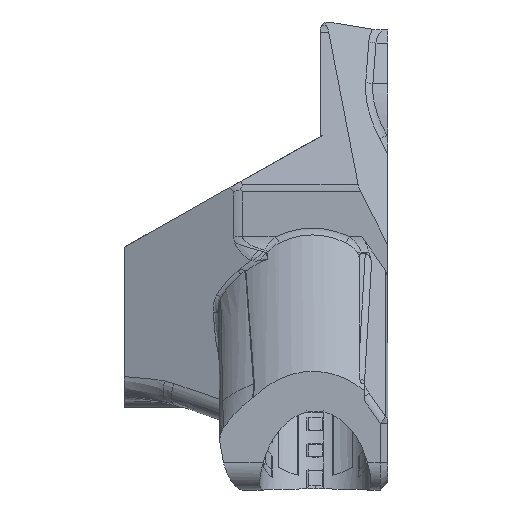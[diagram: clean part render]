
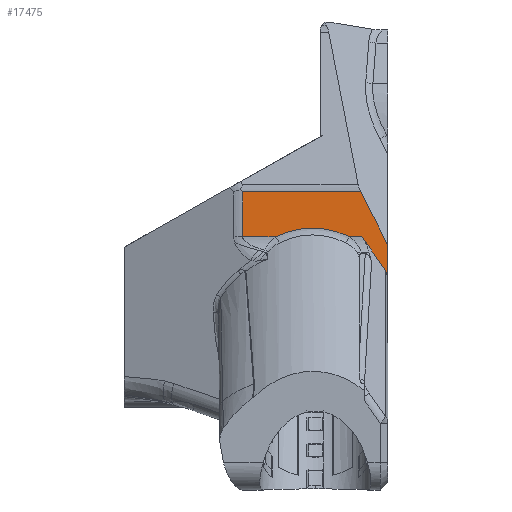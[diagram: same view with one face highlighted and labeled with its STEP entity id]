
A CAD part, left-side view. The second image highlights one B-rep face of the part: STEP entity #17475.
In plain terms, the highlighted planar face has unit normal (-1, 0, 0).
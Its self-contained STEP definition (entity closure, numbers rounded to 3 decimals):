
#40=CARTESIAN_POINT('',(-26.532,4.005,10.645));
#42=CARTESIAN_POINT('',(-26.532,2.702,10.645));
#288=DIRECTION('',(0.,-0.574,-0.819));
#289=VECTOR('',#288,4.29);
#290=CARTESIAN_POINT('',(-26.532,2.702,10.645));
#291=LINE('',#290,#289);
#2951=CARTESIAN_POINT('',(-26.532,2.818,15.272));
#3541=DIRECTION('',(0.,-1.,0.));
#3542=VECTOR('',#3541,0.004);
#3543=CARTESIAN_POINT('',(-26.532,0.004,
9.768));
#3544=LINE('',#3543,#3542);
#3704=CARTESIAN_POINT('',(-26.532,4.005,10.645));
#3705=CARTESIAN_POINT('',(-26.532,4.055,10.669));
#3706=CARTESIAN_POINT('',(-26.532,4.155,10.716));
#3707=CARTESIAN_POINT('',(-26.532,4.304,10.782));
#3708=CARTESIAN_POINT('',(-26.532,4.453,10.845));
#3709=CARTESIAN_POINT('',(-26.532,4.601,10.905));
#3710=CARTESIAN_POINT('',(-26.532,4.75,10.963));
#3711=CARTESIAN_POINT('',(-26.532,4.899,11.017));
#3712=CARTESIAN_POINT('',(-26.532,5.047,11.068));
#3713=CARTESIAN_POINT('',(-26.532,5.195,11.117));
#3714=CARTESIAN_POINT('',(-26.532,5.343,11.162));
#3715=CARTESIAN_POINT('',(-26.532,5.491,11.205));
#3716=CARTESIAN_POINT('',(-26.532,5.639,11.245));
#3717=CARTESIAN_POINT('',(-26.532,5.787,11.282));
#3718=CARTESIAN_POINT('',(-26.532,5.934,11.317));
#3719=CARTESIAN_POINT('',(-26.532,6.082,11.348));
#3720=CARTESIAN_POINT('',(-26.532,6.229,11.377));
#3721=CARTESIAN_POINT('',(-26.532,6.376,11.403));
#3722=CARTESIAN_POINT('',(-26.532,6.523,11.427));
#3723=CARTESIAN_POINT('',(-26.532,6.671,11.448));
#3724=CARTESIAN_POINT('',(-26.532,6.818,11.466));
#3725=CARTESIAN_POINT('',(-26.532,6.965,11.482));
#3726=CARTESIAN_POINT('',(-26.532,7.112,11.495));
#3727=CARTESIAN_POINT('',(-26.532,7.259,11.506));
#3728=CARTESIAN_POINT('',(-26.532,7.406,11.514));
#3729=CARTESIAN_POINT('',(-26.532,7.552,11.519));
#3730=CARTESIAN_POINT('',(-26.532,7.699,11.522));
#3731=CARTESIAN_POINT('',(-26.532,7.846,11.522));
#3732=CARTESIAN_POINT('',(-26.532,7.993,11.52));
#3733=CARTESIAN_POINT('',(-26.532,8.14,11.515));
#3734=CARTESIAN_POINT('',(-26.532,8.287,11.507));
#3735=CARTESIAN_POINT('',(-26.532,8.435,11.497));
#3736=CARTESIAN_POINT('',(-26.532,8.582,11.484));
#3737=CARTESIAN_POINT('',(-26.532,8.729,11.469));
#3738=CARTESIAN_POINT('',(-26.532,8.877,11.451));
#3739=CARTESIAN_POINT('',(-26.532,9.024,11.43));
#3740=CARTESIAN_POINT('',(-26.532,9.172,11.406));
#3741=CARTESIAN_POINT('',(-26.532,9.32,11.38));
#3742=CARTESIAN_POINT('',(-26.532,9.468,11.352));
#3743=CARTESIAN_POINT('',(-26.532,9.616,11.32));
#3744=CARTESIAN_POINT('',(-26.532,9.764,11.286));
#3745=CARTESIAN_POINT('',(-26.532,9.913,11.249));
#3746=CARTESIAN_POINT('',(-26.532,10.061,11.209));
#3747=CARTESIAN_POINT('',(-26.532,10.21,11.166));
#3748=CARTESIAN_POINT('',(-26.532,10.359,11.12));
#3749=CARTESIAN_POINT('',(-26.532,10.509,11.072));
#3750=CARTESIAN_POINT('',(-26.532,10.658,11.02));
#3751=CARTESIAN_POINT('',(-26.532,10.808,10.966));
#3752=CARTESIAN_POINT('',(-26.532,10.957,10.908));
#3753=CARTESIAN_POINT('',(-26.532,11.107,10.848));
#3754=CARTESIAN_POINT('',(-26.532,11.258,10.784));
#3755=CARTESIAN_POINT('',(-26.532,11.409,10.716));
#3756=CARTESIAN_POINT('',(-26.532,11.51,10.669));
#3757=CARTESIAN_POINT('',(-26.532,11.56,10.645));
#3759=DIRECTION('',(0.,1.,0.));
#3760=VECTOR('',#3759,3.468);
#3761=CARTESIAN_POINT('',(-26.532,11.56,10.645));
#3762=LINE('',#3761,#3760);
#3763=DIRECTION('',(0.,0.,-1.));
#3764=VECTOR('',#3763,4.627);
#3765=CARTESIAN_POINT('',(-26.532,15.028,15.272));
#3766=LINE('',#3765,#3764);
#3767=DIRECTION('',(0.,-0.455,-0.89));
#3768=VECTOR('',#3767,6.182);
#3769=CARTESIAN_POINT('',(-26.532,2.818,15.272));
#3770=LINE('',#3769,#3768);
#3771=DIRECTION('',(0.,0.,-1.));
#3772=VECTOR('',#3771,3.478);
#3773=CARTESIAN_POINT('',(-26.532,0.,9.768));
#3774=LINE('',#3773,#3772);
#3775=DIRECTION('',(0.,1.,0.));
#3776=VECTOR('',#3775,1.304);
#3777=CARTESIAN_POINT('',(-26.532,2.702,10.645));
#3778=LINE('',#3777,#3776);
#11394=DIRECTION('',(0.,-0.275,-0.961));
#11395=VECTOR('',#11394,0.875);
#11396=CARTESIAN_POINT('',(-26.532,0.241,
7.131));
#11397=LINE('',#11396,#11395);
#11905=DIRECTION('',(0.,1.,0.));
#11906=VECTOR('',#11905,12.21);
#11907=CARTESIAN_POINT('',(-26.532,2.818,
15.272));
#11908=LINE('',#11907,#11906);
#12026=CARTESIAN_POINT('',(-26.532,15.028,
15.272));
#12027=CARTESIAN_POINT('',(-26.532,15.028,
10.645));
#12028=VERTEX_POINT('',#12026);
#12029=VERTEX_POINT('',#12027);
#12054=VERTEX_POINT('',#2951);
#12059=VERTEX_POINT('',#42);
#12061=CARTESIAN_POINT('',(-26.532,0.004,
9.768));
#12062=VERTEX_POINT('',#12061);
#12091=CARTESIAN_POINT('',(-26.532,0.,6.29));
#12092=VERTEX_POINT('',#12091);
#12093=CARTESIAN_POINT('',(-26.532,0.241,
7.131));
#12094=VERTEX_POINT('',#12093);
#12095=CARTESIAN_POINT('',(-26.532,0.,9.768));
#12096=VERTEX_POINT('',#12095);
#12896=VERTEX_POINT('',#40);
#12898=VERTEX_POINT('',#3757);
#17454=CARTESIAN_POINT('',(-26.532,3.,10.645));
#17455=DIRECTION('',(-1.,0.,0.));
#17456=DIRECTION('',(0.,0.,1.));
#17457=AXIS2_PLACEMENT_3D('',#17454,#17455,#17456);
#17458=PLANE('',#17457);
#17460=ORIENTED_EDGE('',*,*,#17459,.T.);
#17461=ORIENTED_EDGE('',*,*,#13553,.T.);
#17463=ORIENTED_EDGE('',*,*,#17462,.F.);
#17465=ORIENTED_EDGE('',*,*,#17464,.F.);
#17466=ORIENTED_EDGE('',*,*,#16568,.T.);
#17467=ORIENTED_EDGE('',*,*,#17024,.T.);
#17468=ORIENTED_EDGE('',*,*,#16803,.T.);
#17470=ORIENTED_EDGE('',*,*,#17469,.F.);
#17471=ORIENTED_EDGE('',*,*,#13848,.F.);
#17472=ORIENTED_EDGE('',*,*,#13535,.T.);
#17473=EDGE_LOOP('',(#17460,#17461,#17463,#17465,#17466,#17467,#17468,#17470,
#17471,#17472));
#17474=FACE_OUTER_BOUND('',#17473,.F.);
#17475=ADVANCED_FACE('',(#17474),#17458,.T.);
#3758=B_SPLINE_CURVE_WITH_KNOTS('',3,(#3704,#3705,#3706,#3707,#3708,#3709,#3710,
#3711,#3712,#3713,#3714,#3715,#3716,#3717,#3718,#3719,#3720,#3721,#3722,#3723,
#3724,#3725,#3726,#3727,#3728,#3729,#3730,#3731,#3732,#3733,#3734,#3735,#3736,
#3737,#3738,#3739,#3740,#3741,#3742,#3743,#3744,#3745,#3746,#3747,#3748,#3749,
#3750,#3751,#3752,#3753,#3754,#3755,#3756,#3757),.UNSPECIFIED.,.F.,.F.,(4,1,1,1,
1,1,1,1,1,1,1,1,1,1,1,1,1,1,1,1,1,1,1,1,1,1,1,1,1,1,1,1,1,1,1,1,1,1,1,1,1,1,1,1,
1,1,1,1,1,1,1,4),(0.,0.02,0.039,0.059,
0.078,0.098,0.118,0.137,
0.157,0.176,0.196,0.216,
0.235,0.255,0.275,0.294,
0.314,0.333,0.353,0.373,
0.392,0.412,0.431,0.451,
0.471,0.49,0.51,0.529,
0.549,0.569,0.588,0.608,
0.627,0.647,0.667,0.686,
0.706,0.725,0.745,0.765,
0.784,0.804,0.824,0.843,
0.863,0.882,0.902,0.922,
0.941,0.961,0.98,1.),.UNSPECIFIED.);
#13535=EDGE_CURVE('',#12059,#12896,#3778,.T.);
#13553=EDGE_CURVE('',#12898,#12029,#3762,.T.);
#13848=EDGE_CURVE('',#12059,#12094,#291,.T.);
#16568=EDGE_CURVE('',#12054,#12062,#3770,.T.);
#16803=EDGE_CURVE('',#12096,#12092,#3774,.T.);
#17024=EDGE_CURVE('',#12062,#12096,#3544,.T.);
#17459=EDGE_CURVE('',#12896,#12898,#3758,.T.);
#17462=EDGE_CURVE('',#12028,#12029,#3766,.T.);
#17464=EDGE_CURVE('',#12054,#12028,#11908,.T.);
#17469=EDGE_CURVE('',#12094,#12092,#11397,.T.);
